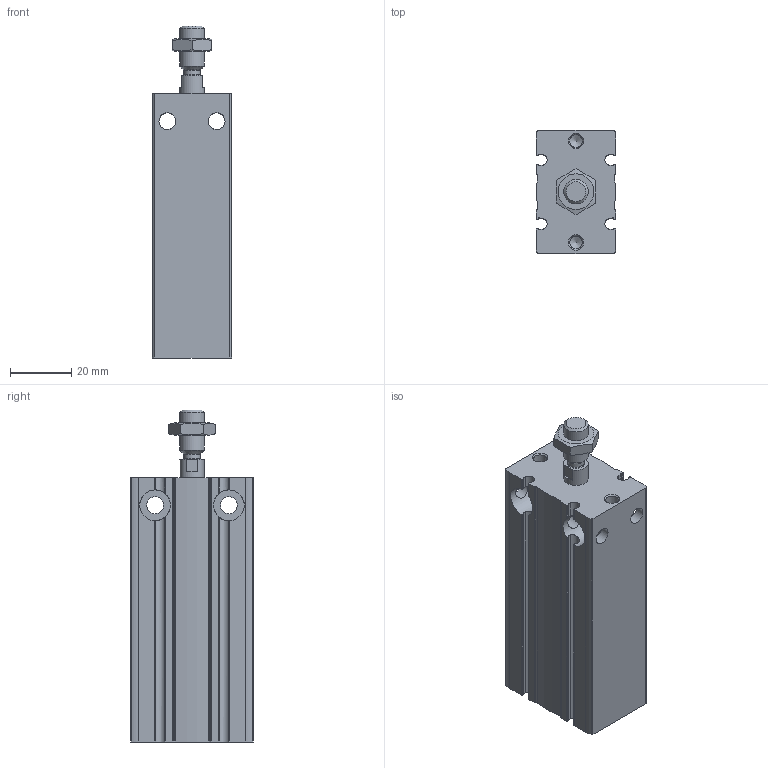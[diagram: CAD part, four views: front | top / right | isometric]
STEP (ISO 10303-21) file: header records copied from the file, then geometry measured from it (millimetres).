
FILE_DESCRIPTION(/* description */ ('STEP AP214'),/* implementation_level */ '2;1');
FILE_NAME(/* name */ '4840805_DPDM-20-40-PA',/* time_stamp */ '2024-08-19T15:04:42+02:00',/* author */ ('License CC BY-ND 4.0'),/* organization */ ('CADENAS'),/* preprocessor_version */ 'ST-DEVELOPER v19.3',/* originating_system */ 'PARTsolutions',/* authorisation */ ' ');
FILE_SCHEMA (('AUTOMOTIVE_DESIGN {1 0 10303 214 3 1 1}'));
Length unit declared in the file: millimetre
Products named in the file (4): 4840805 DPDM-20-40-PA---(0); 4654766 DPDM-40---(h); 4654766 DPDM-40---(r); ISO 4035 M8(F)
Assembly tree (3 placements, depth 2):
  4840805 DPDM-20-40-PA---(0)
    4654766 DPDM-40---(h)
    4654766 DPDM-40---(r)
    ISO 4035 M8(F)
Bounding box: 26 x 40 x 108 mm (x, y, z)
Volume: 71069.1 mm3; surface area: 25205 mm2
Topology: 3 solids, 3 shells, 199 faces, 551 edges, 362 vertices
Faces by surface type: cylinder 105, plane 72, cone 20, torus 2
Full cylindrical faces by diameter (mm): 4.134 x6, 5.333 x1, 5.5 x8, 6.647 x1, 8 x3, 10 x4, 18 x1, 20 x2, 22 x1
Entity records: 6235 total; most frequent: CARTESIAN_POINT 1419, DIRECTION 964, ORIENTED_EDGE 940, EDGE_CURVE 470, AXIS2_PLACEMENT_3D 375, VERTEX_POINT 340, FACE_BOUND 276, EDGE_LOOP 270
